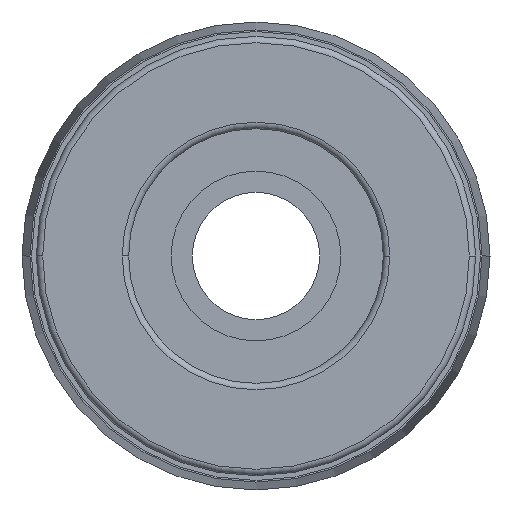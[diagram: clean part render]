
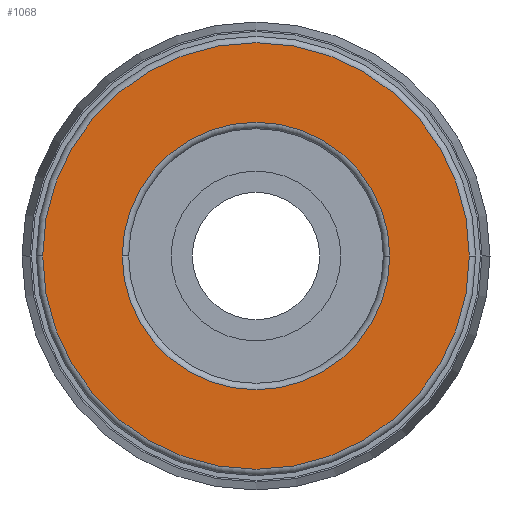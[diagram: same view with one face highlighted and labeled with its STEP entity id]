
A CAD part, left-side view. The second image highlights one B-rep face of the part: STEP entity #1068.
In plain terms, the highlighted planar face has unit normal (-1, 0, 0).
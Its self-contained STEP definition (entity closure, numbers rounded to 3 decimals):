
#60 = ORIENTED_EDGE ( 'NONE', *, *, #251, .F. ) ;
#80 = CIRCLE ( 'NONE', #1586, 6.7 ) ;
#106 = CIRCLE ( 'NONE', #1647, 6.7 ) ;
#223 = VERTEX_POINT ( 'NONE', #1652 ) ;
#251 = EDGE_CURVE ( 'NONE', #1256, #223, #399, .T. ) ;
#335 = DIRECTION ( 'NONE',  ( -1., 0., 0. ) ) ;
#399 = CIRCLE ( 'NONE', #1440, 4.2 ) ;
#478 = CARTESIAN_POINT ( 'NONE',  ( -21.05, 4.2, 0. ) ) ;
#503 = CIRCLE ( 'NONE', #1142, 4.2 ) ;
#514 = CARTESIAN_POINT ( 'NONE',  ( -21.05, 0., 0. ) ) ;
#565 = CARTESIAN_POINT ( 'NONE',  ( -21.05, 0., 0. ) ) ;
#594 = PLANE ( 'NONE',  #733 ) ;
#608 = FACE_OUTER_BOUND ( 'NONE', #1344, .T. ) ;
#646 = DIRECTION ( 'NONE',  ( 0., -1., 0. ) ) ;
#647 = DIRECTION ( 'NONE',  ( -1., 0., 0. ) ) ;
#698 = DIRECTION ( 'NONE',  ( 0., -1., 0. ) ) ;
#730 = DIRECTION ( 'NONE',  ( 1., 0., 0. ) ) ;
#733 = AXIS2_PLACEMENT_3D ( 'NONE', #736, #730, #880 ) ;
#736 = CARTESIAN_POINT ( 'NONE',  ( -21.05, 6.7, 0. ) ) ;
#832 = ORIENTED_EDGE ( 'NONE', *, *, #1395, .T. ) ;
#880 = DIRECTION ( 'NONE',  ( 0., 1., 0. ) ) ;
#891 = ORIENTED_EDGE ( 'NONE', *, *, #1163, .T. ) ;
#920 = EDGE_CURVE ( 'NONE', #223, #1256, #503, .T. ) ;
#1068 = ADVANCED_FACE ( 'PLANAR_10', ( #1743, #608 ), #594, .F. ) ;
#1123 = EDGE_LOOP ( 'NONE', ( #1378, #60 ) ) ;
#1142 = AXIS2_PLACEMENT_3D ( 'NONE', #565, #1540, #698 ) ;
#1163 = EDGE_CURVE ( 'NONE', #1663, #1772, #80, .T. ) ;
#1183 = CARTESIAN_POINT ( 'NONE',  ( -21.05, 0., 0. ) ) ;
#1256 = VERTEX_POINT ( 'NONE', #478 ) ;
#1323 = DIRECTION ( 'NONE',  ( 0., -1., 0. ) ) ;
#1344 = EDGE_LOOP ( 'NONE', ( #832, #891 ) ) ;
#1378 = ORIENTED_EDGE ( 'NONE', *, *, #920, .F. ) ;
#1395 = EDGE_CURVE ( 'NONE', #1772, #1663, #106, .T. ) ;
#1440 = AXIS2_PLACEMENT_3D ( 'NONE', #1490, #647, #1639 ) ;
#1489 = DIRECTION ( 'NONE',  ( -1., 0., 0. ) ) ;
#1490 = CARTESIAN_POINT ( 'NONE',  ( -21.05, 0., 0. ) ) ;
#1514 = CARTESIAN_POINT ( 'NONE',  ( -21.05, 6.7, 0. ) ) ;
#1540 = DIRECTION ( 'NONE',  ( -1., 0., 0. ) ) ;
#1586 = AXIS2_PLACEMENT_3D ( 'NONE', #1183, #335, #1323 ) ;
#1639 = DIRECTION ( 'NONE',  ( 0., -1., 0. ) ) ;
#1647 = AXIS2_PLACEMENT_3D ( 'NONE', #514, #1489, #646 ) ;
#1652 = CARTESIAN_POINT ( 'NONE',  ( -21.05, -4.2, 0. ) ) ;
#1663 = VERTEX_POINT ( 'NONE', #1514 ) ;
#1681 = CARTESIAN_POINT ( 'NONE',  ( -21.05, -6.7, 0. ) ) ;
#1743 = FACE_BOUND ( 'NONE', #1123, .T. ) ;
#1772 = VERTEX_POINT ( 'NONE', #1681 ) ;
